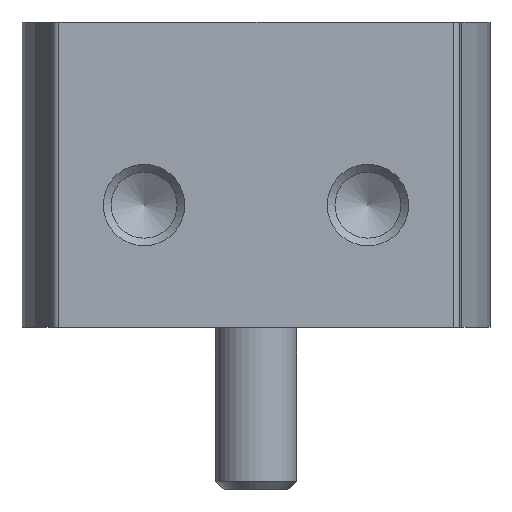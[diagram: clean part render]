
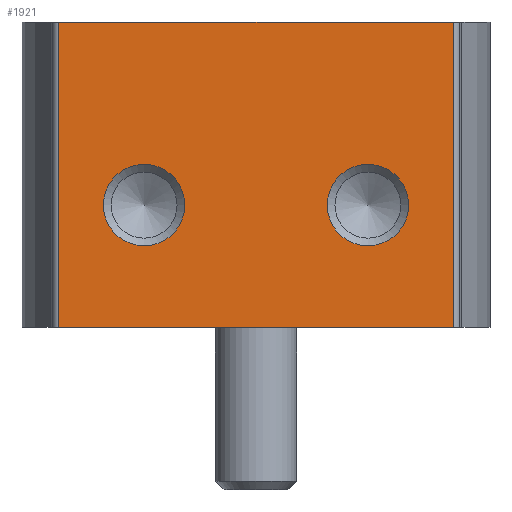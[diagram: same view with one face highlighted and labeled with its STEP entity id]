
A CAD part, left-side view. The second image highlights one B-rep face of the part: STEP entity #1921.
In plain terms, the highlighted face is planar.
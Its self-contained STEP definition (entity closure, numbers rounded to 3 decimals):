
#100=LINE('',#2718,#201);
#119=LINE('',#2792,#220);
#120=LINE('',#2800,#221);
#121=LINE('',#2802,#222);
#201=VECTOR('',#2235,1000.);
#220=VECTOR('',#2308,1000.);
#221=VECTOR('',#2317,1000.);
#222=VECTOR('',#2318,1000.);
#368=ORIENTED_EDGE('',*,*,#743,.F.);
#369=ORIENTED_EDGE('',*,*,#744,.F.);
#370=ORIENTED_EDGE('',*,*,#704,.T.);
#371=ORIENTED_EDGE('',*,*,#745,.F.);
#372=ORIENTED_EDGE('',*,*,#746,.F.);
#373=ORIENTED_EDGE('',*,*,#741,.T.);
#704=EDGE_CURVE('',#901,#900,#100,.T.);
#741=EDGE_CURVE('',#929,#901,#119,.T.);
#743=EDGE_CURVE('',#930,#930,#1052,.T.);
#744=EDGE_CURVE('',#931,#931,#1053,.T.);
#745=EDGE_CURVE('',#932,#900,#120,.T.);
#746=EDGE_CURVE('',#929,#932,#121,.T.);
#900=VERTEX_POINT('',#2717);
#901=VERTEX_POINT('',#2719);
#929=VERTEX_POINT('',#2793);
#930=VERTEX_POINT('',#2797);
#931=VERTEX_POINT('',#2799);
#932=VERTEX_POINT('',#2801);
#1052=CIRCLE('',#2058,2.);
#1053=CIRCLE('',#2059,2.);
#1127=EDGE_LOOP('',(#368));
#1128=EDGE_LOOP('',(#369));
#1129=EDGE_LOOP('',(#370,#371,#372,#373));
#1260=FACE_BOUND('',#1127,.T.);
#1261=FACE_BOUND('',#1128,.T.);
#1262=FACE_BOUND('',#1129,.T.);
#1385=PLANE('',#2057);
#1921=ADVANCED_FACE('',(#1260,#1261,#1262),#1385,.F.);
#2057=AXIS2_PLACEMENT_3D('',#2795,#2311,#2312);
#2058=AXIS2_PLACEMENT_3D('',#2796,#2313,#2314);
#2059=AXIS2_PLACEMENT_3D('',#2798,#2315,#2316);
#2235=DIRECTION('',(0.,1.,0.));
#2308=DIRECTION('',(0.,0.,-1.));
#2311=DIRECTION('',(-1.,0.,0.));
#2312=DIRECTION('',(0.,0.,1.));
#2313=DIRECTION('',(1.,0.,0.));
#2314=DIRECTION('',(0.,0.,-1.));
#2315=DIRECTION('',(1.,0.,0.));
#2316=DIRECTION('',(0.,0.,-1.));
#2317=DIRECTION('',(0.,0.,-1.));
#2318=DIRECTION('',(0.,1.,0.));
#2717=CARTESIAN_POINT('',(20.,9.7,-6.));
#2718=CARTESIAN_POINT('',(20.,-9.7,-6.));
#2719=CARTESIAN_POINT('',(20.,-9.7,-6.));
#2792=CARTESIAN_POINT('',(20.,-9.7,9.));
#2793=CARTESIAN_POINT('',(20.,-9.7,9.));
#2795=CARTESIAN_POINT('',(20.,-9.7,9.));
#2796=CARTESIAN_POINT('',(20.,5.5,3.));
#2797=CARTESIAN_POINT('',(20.,5.5,1.));
#2798=CARTESIAN_POINT('',(20.,-5.5,3.));
#2799=CARTESIAN_POINT('',(20.,-5.5,1.));
#2800=CARTESIAN_POINT('',(20.,9.7,9.));
#2801=CARTESIAN_POINT('',(20.,9.7,9.));
#2802=CARTESIAN_POINT('',(20.,-9.7,9.));
